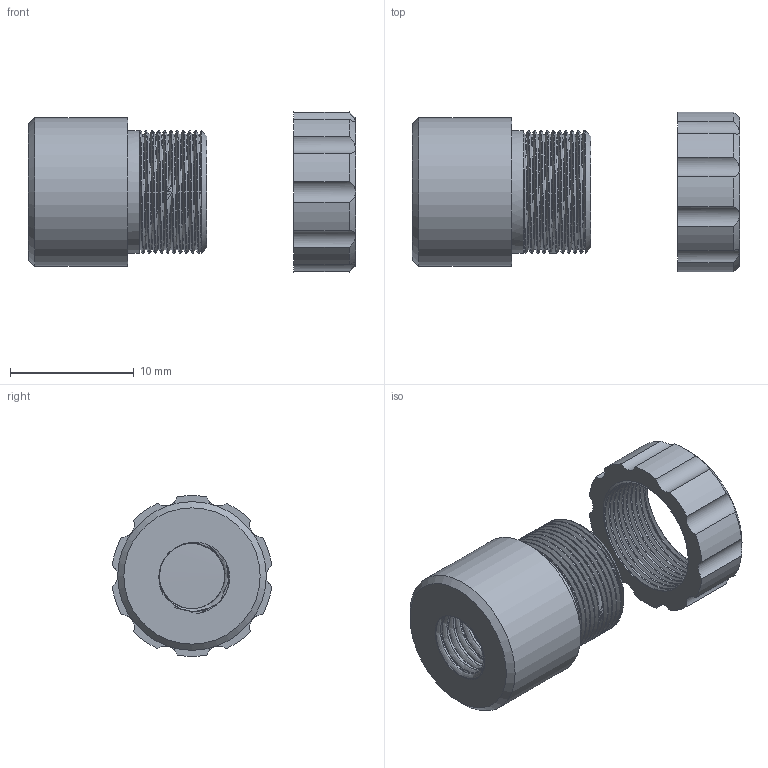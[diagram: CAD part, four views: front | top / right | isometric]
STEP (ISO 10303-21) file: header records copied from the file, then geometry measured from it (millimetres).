
FILE_DESCRIPTION(/* description */ (''),/* implementation_level */ '2;1');
FILE_NAME(/* name */ 'Insert M6x0,75 Version finale v4.step',/* time_stamp */ '2020-05-15T18:30:05+02:00',/* author */ (''),/* organization */ (''),/* preprocessor_version */ 'ST-DEVELOPER v18.1',/* originating_system */ 'Autodesk Translation Framework v9.2.0.1227',/* authorisation */ '');
FILE_SCHEMA (('AUTOMOTIVE_DESIGN { 1 0 10303 214 3 1 1 }'));
Length unit declared in the file: millimetre
Products named in the file (3): Insert M6x0,75 Version finale; Insert; Bague serrage
Assembly tree (2 placements, depth 2):
  Insert M6x0,75 Version finale
    Insert
    Bague serrage
Bounding box: 26.4 x 12.89 x 12.98 mm (x, y, z)
Volume: 1462.9 mm3; surface area: 1848.7 mm2
Topology: 2 solids, 2 shells, 144 faces, 378 edges, 239 vertices
Faces by surface type: cylinder 119, cone 12, plane 7, bspline 6
Full cylindrical faces by diameter (mm): 5.283 x24, 6.12 x21, 9.351 x10, 9.529 x10, 9.927 x11, 10.092 x11, 12 x1
Entity records: 11859 total; most frequent: CARTESIAN_POINT 8598, ORIENTED_EDGE 756, DIRECTION 526, EDGE_CURVE 378, VERTEX_POINT 239, AXIS2_PLACEMENT_3D 205, B_SPLINE_CURVE_WITH_KNOTS 200, EDGE_LOOP 149
